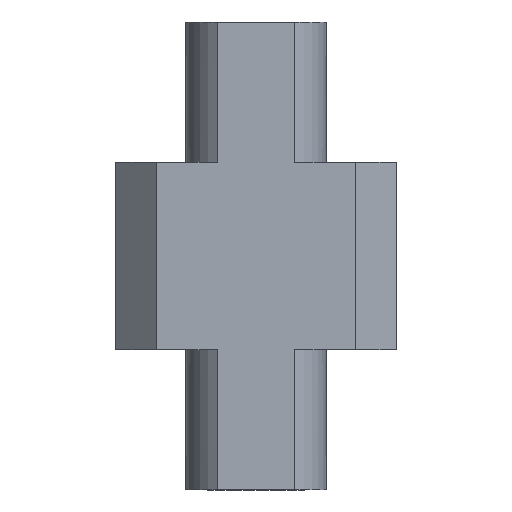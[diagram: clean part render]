
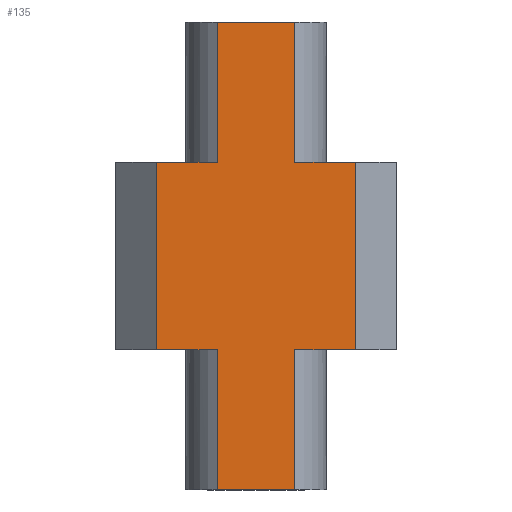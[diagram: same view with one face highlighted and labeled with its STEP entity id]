
A CAD part, front view. The second image highlights one B-rep face of the part: STEP entity #135.
In plain terms, the highlighted planar face has unit normal (0, -1, 0).
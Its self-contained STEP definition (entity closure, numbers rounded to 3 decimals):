
#21 = EDGE_CURVE('',#22,#24,#26,.T.);
#22 = VERTEX_POINT('',#23);
#23 = CARTESIAN_POINT('',(-1.658,80.,-10.));
#24 = VERTEX_POINT('',#25);
#25 = CARTESIAN_POINT('',(1.658,80.,-10.));
#26 = LINE('',#27,#28);
#27 = CARTESIAN_POINT('',(-1.658,80.,-10.));
#28 = VECTOR('',#29,1.);
#29 = DIRECTION('',(1.,0.,0.));
#135 = ADVANCED_FACE('',(#136),#225,.T.);
#136 = FACE_BOUND('',#137,.T.);
#137 = EDGE_LOOP('',(#138,#139,#147,#155,#163,#171,#179,#187,#195,#203,
    #211,#219));
#138 = ORIENTED_EDGE('',*,*,#21,.T.);
#139 = ORIENTED_EDGE('',*,*,#140,.T.);
#140 = EDGE_CURVE('',#24,#141,#143,.T.);
#141 = VERTEX_POINT('',#142);
#142 = CARTESIAN_POINT('',(1.658,80.,-4.));
#143 = LINE('',#144,#145);
#144 = CARTESIAN_POINT('',(1.658,80.,-10.));
#145 = VECTOR('',#146,1.);
#146 = DIRECTION('',(0.,0.,1.));
#147 = ORIENTED_EDGE('',*,*,#148,.F.);
#148 = EDGE_CURVE('',#149,#141,#151,.T.);
#149 = VERTEX_POINT('',#150);
#150 = CARTESIAN_POINT('',(4.25,80.,-4.));
#151 = LINE('',#152,#153);
#152 = CARTESIAN_POINT('',(4.25,80.,-4.));
#153 = VECTOR('',#154,1.);
#154 = DIRECTION('',(-1.,0.,0.));
#155 = ORIENTED_EDGE('',*,*,#156,.T.);
#156 = EDGE_CURVE('',#149,#157,#159,.T.);
#157 = VERTEX_POINT('',#158);
#158 = CARTESIAN_POINT('',(4.25,80.,4.));
#159 = LINE('',#160,#161);
#160 = CARTESIAN_POINT('',(4.25,80.,-4.));
#161 = VECTOR('',#162,1.);
#162 = DIRECTION('',(0.,0.,1.));
#163 = ORIENTED_EDGE('',*,*,#164,.T.);
#164 = EDGE_CURVE('',#157,#165,#167,.T.);
#165 = VERTEX_POINT('',#166);
#166 = CARTESIAN_POINT('',(1.658,80.,4.));
#167 = LINE('',#168,#169);
#168 = CARTESIAN_POINT('',(0.,80.,4.));
#169 = VECTOR('',#170,1.);
#170 = DIRECTION('',(-1.,0.,0.));
#171 = ORIENTED_EDGE('',*,*,#172,.T.);
#172 = EDGE_CURVE('',#165,#173,#175,.T.);
#173 = VERTEX_POINT('',#174);
#174 = CARTESIAN_POINT('',(1.658,80.,10.));
#175 = LINE('',#176,#177);
#176 = CARTESIAN_POINT('',(1.658,80.,-10.));
#177 = VECTOR('',#178,1.);
#178 = DIRECTION('',(0.,0.,1.));
#179 = ORIENTED_EDGE('',*,*,#180,.F.);
#180 = EDGE_CURVE('',#181,#173,#183,.T.);
#181 = VERTEX_POINT('',#182);
#182 = CARTESIAN_POINT('',(-1.658,80.,10.));
#183 = LINE('',#184,#185);
#184 = CARTESIAN_POINT('',(-1.658,80.,10.));
#185 = VECTOR('',#186,1.);
#186 = DIRECTION('',(1.,0.,0.));
#187 = ORIENTED_EDGE('',*,*,#188,.F.);
#188 = EDGE_CURVE('',#189,#181,#191,.T.);
#189 = VERTEX_POINT('',#190);
#190 = CARTESIAN_POINT('',(-1.658,80.,4.));
#191 = LINE('',#192,#193);
#192 = CARTESIAN_POINT('',(-1.658,80.,-10.));
#193 = VECTOR('',#194,1.);
#194 = DIRECTION('',(0.,0.,1.));
#195 = ORIENTED_EDGE('',*,*,#196,.T.);
#196 = EDGE_CURVE('',#189,#197,#199,.T.);
#197 = VERTEX_POINT('',#198);
#198 = CARTESIAN_POINT('',(-4.25,80.,4.));
#199 = LINE('',#200,#201);
#200 = CARTESIAN_POINT('',(0.,80.,4.));
#201 = VECTOR('',#202,1.);
#202 = DIRECTION('',(-1.,0.,0.));
#203 = ORIENTED_EDGE('',*,*,#204,.F.);
#204 = EDGE_CURVE('',#205,#197,#207,.T.);
#205 = VERTEX_POINT('',#206);
#206 = CARTESIAN_POINT('',(-4.25,80.,-4.));
#207 = LINE('',#208,#209);
#208 = CARTESIAN_POINT('',(-4.25,80.,-4.));
#209 = VECTOR('',#210,1.);
#210 = DIRECTION('',(0.,0.,1.));
#211 = ORIENTED_EDGE('',*,*,#212,.F.);
#212 = EDGE_CURVE('',#213,#205,#215,.T.);
#213 = VERTEX_POINT('',#214);
#214 = CARTESIAN_POINT('',(-1.658,80.,-4.));
#215 = LINE('',#216,#217);
#216 = CARTESIAN_POINT('',(4.25,80.,-4.));
#217 = VECTOR('',#218,1.);
#218 = DIRECTION('',(-1.,0.,0.));
#219 = ORIENTED_EDGE('',*,*,#220,.F.);
#220 = EDGE_CURVE('',#22,#213,#221,.T.);
#221 = LINE('',#222,#223);
#222 = CARTESIAN_POINT('',(-1.658,80.,-10.));
#223 = VECTOR('',#224,1.);
#224 = DIRECTION('',(0.,0.,1.));
#225 = PLANE('',#226);
#226 = AXIS2_PLACEMENT_3D('',#227,#228,#229);
#227 = CARTESIAN_POINT('',(0.,80.,0.));
#228 = DIRECTION('',(0.,-1.,0.));
#229 = DIRECTION('',(0.,0.,-1.));
